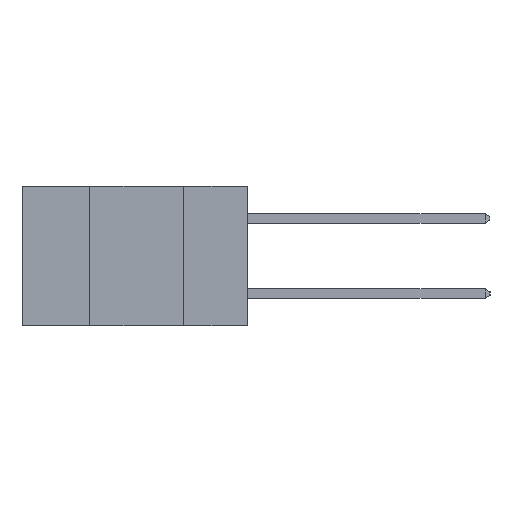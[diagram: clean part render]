
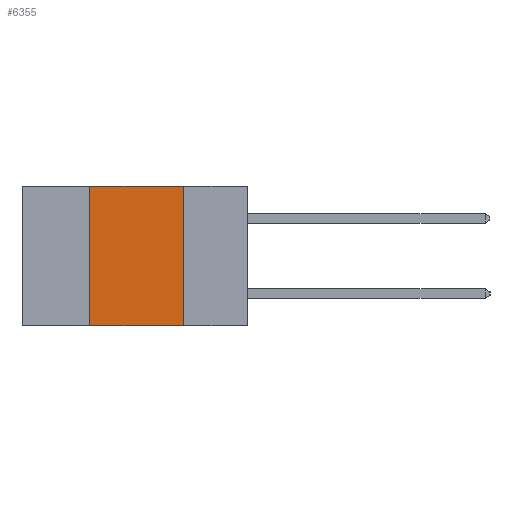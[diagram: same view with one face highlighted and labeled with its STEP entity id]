
A CAD part, left-side view. The second image highlights one B-rep face of the part: STEP entity #6355.
In plain terms, the highlighted planar face has unit normal (-1, 0, 0).
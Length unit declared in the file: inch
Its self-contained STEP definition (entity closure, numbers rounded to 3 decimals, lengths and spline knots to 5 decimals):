
#181 = ORIENTED_EDGE ( 'NONE', *, *, #15852, .F. ) ;
#384 = LINE ( 'NONE', #2529, #10812 ) ;
#451 = EDGE_CURVE ( 'NONE', #1445, #7076, #6368, .T. ) ;
#760 = LINE ( 'NONE', #8598, #15108 ) ;
#1445 = VERTEX_POINT ( 'NONE', #6850 ) ;
#1558 = CARTESIAN_POINT ( 'NONE',  ( 0., 0.17, -0.37 ) ) ;
#2238 = EDGE_CURVE ( 'NONE', #4482, #1445, #760, .T. ) ;
#2361 = DIRECTION ( 'NONE',  ( 0., -1., 0. ) ) ;
#2529 = CARTESIAN_POINT ( 'NONE',  ( 0., 0.17, -0.37 ) ) ;
#2644 = DIRECTION ( 'NONE',  ( 0., 0., 1. ) ) ;
#3252 = AXIS2_PLACEMENT_3D ( 'NONE', #15361, #15352, #15333 ) ;
#4159 = LINE ( 'NONE', #8460, #14018 ) ;
#4482 = VERTEX_POINT ( 'NONE', #9586 ) ;
#4825 = VERTEX_POINT ( 'NONE', #1558 ) ;
#5942 = VECTOR ( 'NONE', #2361, 39.37008 ) ;
#6008 = FACE_OUTER_BOUND ( 'NONE', #13712, .T. ) ;
#6355 = ADVANCED_FACE ( 'NONE', ( #6008 ), #15384, .F. ) ;
#6368 = LINE ( 'NONE', #14443, #5942 ) ;
#6850 = CARTESIAN_POINT ( 'NONE',  ( 0., 0.42, 0. ) ) ;
#7076 = VERTEX_POINT ( 'NONE', #13130 ) ;
#7625 = DIRECTION ( 'NONE',  ( 0., -1., 0. ) ) ;
#8460 = CARTESIAN_POINT ( 'NONE',  ( 0., 0.6, -0.37 ) ) ;
#8598 = CARTESIAN_POINT ( 'NONE',  ( 0., 0.42, -0.37 ) ) ;
#9278 = EDGE_CURVE ( 'NONE', #4482, #4825, #4159, .T. ) ;
#9586 = CARTESIAN_POINT ( 'NONE',  ( 0., 0.42, -0.37 ) ) ;
#10812 = VECTOR ( 'NONE', #14608, 39.37008 ) ;
#12020 = ORIENTED_EDGE ( 'NONE', *, *, #9278, .T. ) ;
#12441 = ORIENTED_EDGE ( 'NONE', *, *, #2238, .F. ) ;
#13130 = CARTESIAN_POINT ( 'NONE',  ( 0., 0.17, 0. ) ) ;
#13712 = EDGE_LOOP ( 'NONE', ( #181, #14134, #12441, #12020 ) ) ;
#14018 = VECTOR ( 'NONE', #7625, 39.37008 ) ;
#14134 = ORIENTED_EDGE ( 'NONE', *, *, #451, .F. ) ;
#14443 = CARTESIAN_POINT ( 'NONE',  ( 0., 0.6, 0. ) ) ;
#14608 = DIRECTION ( 'NONE',  ( 0., 0., -1. ) ) ;
#15108 = VECTOR ( 'NONE', #2644, 39.37008 ) ;
#15333 = DIRECTION ( 'NONE',  ( 0., 0., -1. ) ) ;
#15352 = DIRECTION ( 'NONE',  ( 1., 0., 0. ) ) ;
#15361 = CARTESIAN_POINT ( 'NONE',  ( 0., 0.6, 0. ) ) ;
#15384 = PLANE ( 'NONE',  #3252 ) ;
#15852 = EDGE_CURVE ( 'NONE', #7076, #4825, #384, .T. ) ;
